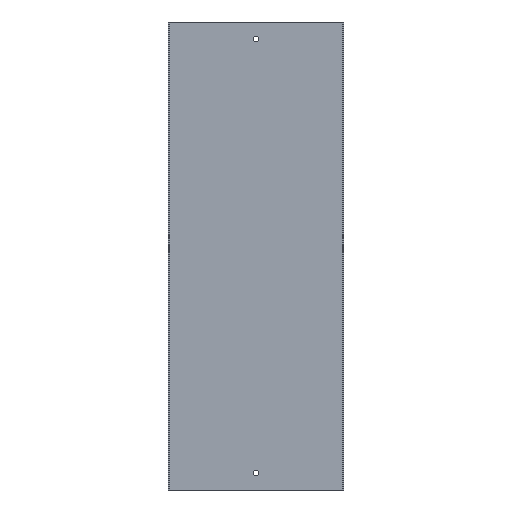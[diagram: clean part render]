
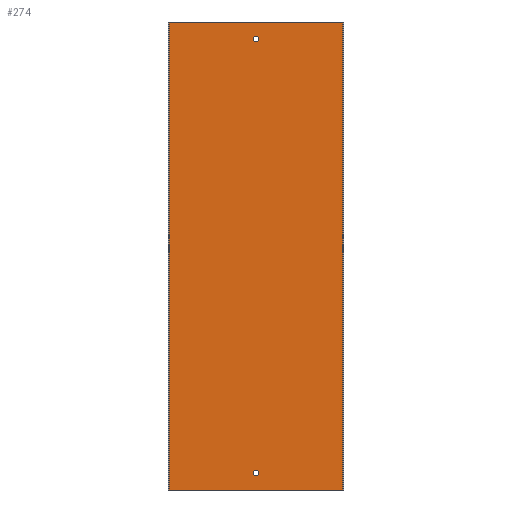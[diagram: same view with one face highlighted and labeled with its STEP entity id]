
A CAD part, front view. The second image highlights one B-rep face of the part: STEP entity #274.
In plain terms, the highlighted planar face has unit normal (0, -1, 0).
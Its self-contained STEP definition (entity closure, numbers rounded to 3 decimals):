
#3 = VECTOR ( 'NONE', #437, 1000. ) ;
#6 = LINE ( 'NONE', #390, #3 ) ;
#7 = VECTOR ( 'NONE', #334, 1000. ) ;
#9 = VECTOR ( 'NONE', #367, 1000. ) ;
#10 = LINE ( 'NONE', #373, #7 ) ;
#25 = VERTEX_POINT ( 'NONE', #422 ) ;
#26 = EDGE_LOOP ( 'NONE', ( #48 ) ) ;
#30 = EDGE_LOOP ( 'NONE', ( #46, #47, #44, #45 ) ) ;
#38 = EDGE_LOOP ( 'NONE', ( #49 ) ) ;
#44 = ORIENTED_EDGE ( 'NONE', *, *, #161, .F. ) ;
#45 = ORIENTED_EDGE ( 'NONE', *, *, #181, .T. ) ;
#46 = ORIENTED_EDGE ( 'NONE', *, *, #159, .T. ) ;
#47 = ORIENTED_EDGE ( 'NONE', *, *, #155, .F. ) ;
#48 = ORIENTED_EDGE ( 'NONE', *, *, #182, .F. ) ;
#49 = ORIENTED_EDGE ( 'NONE', *, *, #183, .F. ) ;
#101 = VERTEX_POINT ( 'NONE', #393 ) ;
#106 = VERTEX_POINT ( 'NONE', #341 ) ;
#108 = LINE ( 'NONE', #368, #9 ) ;
#111 = VERTEX_POINT ( 'NONE', #361 ) ;
#149 = AXIS2_PLACEMENT_3D ( 'NONE', #345, #421, #319 ) ;
#151 = AXIS2_PLACEMENT_3D ( 'NONE', #370, #320, #348 ) ;
#152 = AXIS2_PLACEMENT_3D ( 'NONE', #364, #325, #357 ) ;
#155 = EDGE_CURVE ( 'NONE', #25, #111, #108, .T. ) ;
#159 = EDGE_CURVE ( 'NONE', #101, #111, #10, .T. ) ;
#161 = EDGE_CURVE ( 'NONE', #106, #25, #6, .T. ) ;
#181 = EDGE_CURVE ( 'NONE', #106, #101, #196, .T. ) ;
#182 = EDGE_CURVE ( 'NONE', #261, #261, #205, .T. ) ;
#183 = EDGE_CURVE ( 'NONE', #262, #262, #206, .T. ) ;
#196 = LINE ( 'NONE', #381, #222 ) ;
#205 = CIRCLE ( 'NONE', #152, 2.5 ) ;
#206 = CIRCLE ( 'NONE', #151, 2.5 ) ;
#207 = FACE_OUTER_BOUND ( 'NONE', #30, .T. ) ;
#221 = FACE_BOUND ( 'NONE', #26, .T. ) ;
#222 = VECTOR ( 'NONE', #365, 1000. ) ;
#249 = FACE_BOUND ( 'NONE', #38, .T. ) ;
#261 = VERTEX_POINT ( 'NONE', #294 ) ;
#262 = VERTEX_POINT ( 'NONE', #314 ) ;
#274 = ADVANCED_FACE ( 'NONE', ( #221, #249, #207 ), #332, .F. ) ;
#294 = CARTESIAN_POINT ( 'NONE',  ( 0., 0., 397.5 ) ) ;
#314 = CARTESIAN_POINT ( 'NONE',  ( 0., 0., 17.5 ) ) ;
#319 = DIRECTION ( 'NONE',  ( 0., 0., 1. ) ) ;
#320 = DIRECTION ( 'NONE',  ( 0., -1., 0. ) ) ;
#325 = DIRECTION ( 'NONE',  ( 0., -1., 0. ) ) ;
#332 = PLANE ( 'NONE',  #149 ) ;
#334 = DIRECTION ( 'NONE',  ( 1., 0., 0. ) ) ;
#341 = CARTESIAN_POINT ( 'NONE',  ( -76., 0., 410. ) ) ;
#345 = CARTESIAN_POINT ( 'NONE',  ( -76., 0., 410. ) ) ;
#348 = DIRECTION ( 'NONE',  ( 0., 0., 1. ) ) ;
#357 = DIRECTION ( 'NONE',  ( 0., 0., 1. ) ) ;
#361 = CARTESIAN_POINT ( 'NONE',  ( 76., 0., 0. ) ) ;
#364 = CARTESIAN_POINT ( 'NONE',  ( 0., 0., 395. ) ) ;
#365 = DIRECTION ( 'NONE',  ( 0., 0., -1. ) ) ;
#367 = DIRECTION ( 'NONE',  ( 0., 0., -1. ) ) ;
#368 = CARTESIAN_POINT ( 'NONE',  ( 76., 0., 410. ) ) ;
#370 = CARTESIAN_POINT ( 'NONE',  ( 0., 0., 15. ) ) ;
#373 = CARTESIAN_POINT ( 'NONE',  ( -76., 0., 0. ) ) ;
#381 = CARTESIAN_POINT ( 'NONE',  ( -76., 0., 410. ) ) ;
#390 = CARTESIAN_POINT ( 'NONE',  ( -76., 0., 410. ) ) ;
#393 = CARTESIAN_POINT ( 'NONE',  ( -76., 0., 0. ) ) ;
#421 = DIRECTION ( 'NONE',  ( 0., 1., 0. ) ) ;
#422 = CARTESIAN_POINT ( 'NONE',  ( 76., 0., 410. ) ) ;
#437 = DIRECTION ( 'NONE',  ( 1., 0., 0. ) ) ;
